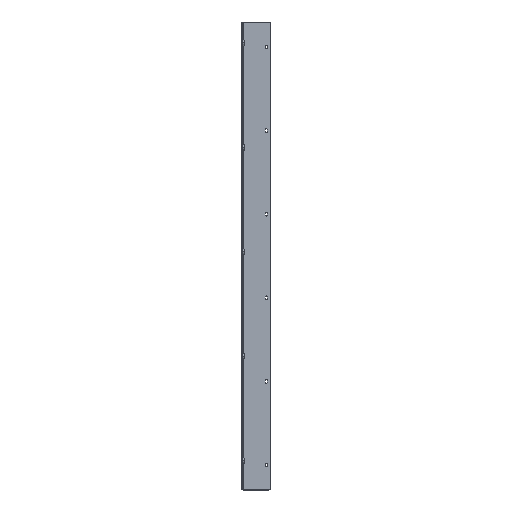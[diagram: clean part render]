
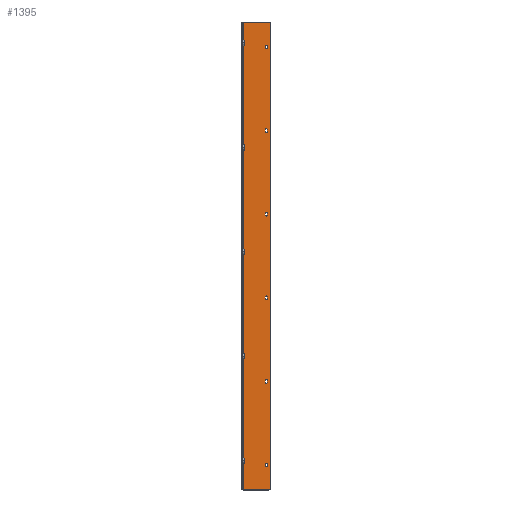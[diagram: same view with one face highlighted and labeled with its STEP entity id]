
A CAD part, top view. The second image highlights one B-rep face of the part: STEP entity #1395.
In plain terms, the highlighted planar face has unit normal (0, 0, 1).
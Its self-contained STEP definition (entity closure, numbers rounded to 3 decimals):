
#402=DIRECTION('',(0.,1.,0.));
#403=VECTOR('',#402,1120.);
#404=CARTESIAN_POINT('',(4.,-560.,2.));
#405=LINE('',#404,#403);
#420=CARTESIAN_POINT('',(65.,555.,2.));
#421=DIRECTION('',(0.,0.,1.));
#422=DIRECTION('',(1.,0.,0.));
#423=AXIS2_PLACEMENT_3D('',#420,#421,#422);
#425=DIRECTION('',(0.,-1.,0.));
#426=VECTOR('',#425,1110.);
#427=CARTESIAN_POINT('',(70.,555.,2.));
#428=LINE('',#427,#426);
#429=CARTESIAN_POINT('',(65.,-555.,2.));
#430=DIRECTION('',(0.,0.,1.));
#431=DIRECTION('',(0.,-1.,0.));
#432=AXIS2_PLACEMENT_3D('',#429,#430,#431);
#434=DIRECTION('',(-1.,0.,0.));
#435=VECTOR('',#434,61.);
#436=CARTESIAN_POINT('',(65.,-560.,2.));
#437=LINE('',#436,#435);
#438=DIRECTION('',(1.,0.,0.));
#439=VECTOR('',#438,61.);
#440=CARTESIAN_POINT('',(4.,560.,2.));
#441=LINE('',#440,#439);
#442=CARTESIAN_POINT('',(60.,-498.,2.));
#443=DIRECTION('',(0.,0.,-1.));
#444=DIRECTION('',(-1.,0.,0.));
#445=AXIS2_PLACEMENT_3D('',#442,#443,#444);
#447=DIRECTION('',(0.,-1.,0.));
#448=VECTOR('',#447,4.);
#449=CARTESIAN_POINT('',(57.5,-498.,2.));
#450=LINE('',#449,#448);
#451=CARTESIAN_POINT('',(60.,-502.,2.));
#452=DIRECTION('',(0.,0.,-1.));
#453=DIRECTION('',(1.,0.,0.));
#454=AXIS2_PLACEMENT_3D('',#451,#452,#453);
#456=DIRECTION('',(0.,1.,0.));
#457=VECTOR('',#456,4.);
#458=CARTESIAN_POINT('',(62.5,-502.,2.));
#459=LINE('',#458,#457);
#460=CARTESIAN_POINT('',(60.,-298.,2.));
#461=DIRECTION('',(0.,0.,-1.));
#462=DIRECTION('',(-1.,0.,0.));
#463=AXIS2_PLACEMENT_3D('',#460,#461,#462);
#465=DIRECTION('',(0.,-1.,0.));
#466=VECTOR('',#465,4.);
#467=CARTESIAN_POINT('',(57.5,-298.,2.));
#468=LINE('',#467,#466);
#469=CARTESIAN_POINT('',(60.,-302.,2.));
#470=DIRECTION('',(0.,0.,-1.));
#471=DIRECTION('',(1.,0.,0.));
#472=AXIS2_PLACEMENT_3D('',#469,#470,#471);
#474=DIRECTION('',(0.,1.,0.));
#475=VECTOR('',#474,4.);
#476=CARTESIAN_POINT('',(62.5,-302.,2.));
#477=LINE('',#476,#475);
#478=CARTESIAN_POINT('',(60.,-98.,2.));
#479=DIRECTION('',(0.,0.,-1.));
#480=DIRECTION('',(-1.,0.,0.));
#481=AXIS2_PLACEMENT_3D('',#478,#479,#480);
#483=DIRECTION('',(0.,-1.,0.));
#484=VECTOR('',#483,4.);
#485=CARTESIAN_POINT('',(57.5,-98.,2.));
#486=LINE('',#485,#484);
#487=CARTESIAN_POINT('',(60.,-102.,2.));
#488=DIRECTION('',(0.,0.,-1.));
#489=DIRECTION('',(1.,0.,0.));
#490=AXIS2_PLACEMENT_3D('',#487,#488,#489);
#492=DIRECTION('',(0.,1.,0.));
#493=VECTOR('',#492,4.);
#494=CARTESIAN_POINT('',(62.5,-102.,2.));
#495=LINE('',#494,#493);
#496=CARTESIAN_POINT('',(60.,102.,2.));
#497=DIRECTION('',(0.,0.,-1.));
#498=DIRECTION('',(-1.,0.,0.));
#499=AXIS2_PLACEMENT_3D('',#496,#497,#498);
#501=DIRECTION('',(0.,-1.,0.));
#502=VECTOR('',#501,4.);
#503=CARTESIAN_POINT('',(57.5,102.,2.));
#504=LINE('',#503,#502);
#505=CARTESIAN_POINT('',(60.,98.,2.));
#506=DIRECTION('',(0.,0.,-1.));
#507=DIRECTION('',(1.,0.,0.));
#508=AXIS2_PLACEMENT_3D('',#505,#506,#507);
#510=DIRECTION('',(0.,1.,0.));
#511=VECTOR('',#510,4.);
#512=CARTESIAN_POINT('',(62.5,98.,2.));
#513=LINE('',#512,#511);
#514=CARTESIAN_POINT('',(60.,302.,2.));
#515=DIRECTION('',(0.,0.,-1.));
#516=DIRECTION('',(-1.,0.,0.));
#517=AXIS2_PLACEMENT_3D('',#514,#515,#516);
#519=DIRECTION('',(0.,-1.,0.));
#520=VECTOR('',#519,4.);
#521=CARTESIAN_POINT('',(57.5,302.,2.));
#522=LINE('',#521,#520);
#523=CARTESIAN_POINT('',(60.,298.,2.));
#524=DIRECTION('',(0.,0.,-1.));
#525=DIRECTION('',(1.,0.,0.));
#526=AXIS2_PLACEMENT_3D('',#523,#524,#525);
#528=DIRECTION('',(0.,1.,0.));
#529=VECTOR('',#528,4.);
#530=CARTESIAN_POINT('',(62.5,298.,2.));
#531=LINE('',#530,#529);
#532=CARTESIAN_POINT('',(60.,502.,2.));
#533=DIRECTION('',(0.,0.,-1.));
#534=DIRECTION('',(-1.,0.,0.));
#535=AXIS2_PLACEMENT_3D('',#532,#533,#534);
#537=DIRECTION('',(0.,-1.,0.));
#538=VECTOR('',#537,4.);
#539=CARTESIAN_POINT('',(57.5,502.,2.));
#540=LINE('',#539,#538);
#541=CARTESIAN_POINT('',(60.,498.,2.));
#542=DIRECTION('',(0.,0.,-1.));
#543=DIRECTION('',(1.,0.,0.));
#544=AXIS2_PLACEMENT_3D('',#541,#542,#543);
#546=DIRECTION('',(0.,1.,0.));
#547=VECTOR('',#546,4.);
#548=CARTESIAN_POINT('',(62.5,498.,2.));
#549=LINE('',#548,#547);
#666=CARTESIAN_POINT('',(4.,-560.,2.));
#667=CARTESIAN_POINT('',(4.,560.,2.));
#668=VERTEX_POINT('',#666);
#669=VERTEX_POINT('',#667);
#686=CARTESIAN_POINT('',(70.,555.,2.));
#687=VERTEX_POINT('',#686);
#688=CARTESIAN_POINT('',(65.,560.,2.));
#689=VERTEX_POINT('',#688);
#694=CARTESIAN_POINT('',(65.,-560.,2.));
#695=VERTEX_POINT('',#694);
#696=CARTESIAN_POINT('',(70.,-555.,2.));
#697=VERTEX_POINT('',#696);
#786=CARTESIAN_POINT('',(57.5,502.,2.));
#787=CARTESIAN_POINT('',(62.5,502.,2.));
#788=VERTEX_POINT('',#786);
#789=VERTEX_POINT('',#787);
#790=CARTESIAN_POINT('',(57.5,498.,2.));
#791=VERTEX_POINT('',#790);
#792=CARTESIAN_POINT('',(62.5,498.,2.));
#793=VERTEX_POINT('',#792);
#794=CARTESIAN_POINT('',(57.5,302.,2.));
#795=CARTESIAN_POINT('',(62.5,302.,2.));
#796=VERTEX_POINT('',#794);
#797=VERTEX_POINT('',#795);
#798=CARTESIAN_POINT('',(57.5,298.,2.));
#799=VERTEX_POINT('',#798);
#800=CARTESIAN_POINT('',(62.5,298.,2.));
#801=VERTEX_POINT('',#800);
#802=CARTESIAN_POINT('',(57.5,102.,2.));
#803=CARTESIAN_POINT('',(62.5,102.,2.));
#804=VERTEX_POINT('',#802);
#805=VERTEX_POINT('',#803);
#806=CARTESIAN_POINT('',(57.5,98.,2.));
#807=VERTEX_POINT('',#806);
#808=CARTESIAN_POINT('',(62.5,98.,2.));
#809=VERTEX_POINT('',#808);
#810=CARTESIAN_POINT('',(57.5,-98.,2.));
#811=CARTESIAN_POINT('',(62.5,-98.,2.));
#812=VERTEX_POINT('',#810);
#813=VERTEX_POINT('',#811);
#814=CARTESIAN_POINT('',(57.5,-102.,2.));
#815=VERTEX_POINT('',#814);
#816=CARTESIAN_POINT('',(62.5,-102.,2.));
#817=VERTEX_POINT('',#816);
#818=CARTESIAN_POINT('',(57.5,-298.,2.));
#819=CARTESIAN_POINT('',(62.5,-298.,2.));
#820=VERTEX_POINT('',#818);
#821=VERTEX_POINT('',#819);
#822=CARTESIAN_POINT('',(57.5,-302.,2.));
#823=VERTEX_POINT('',#822);
#824=CARTESIAN_POINT('',(62.5,-302.,2.));
#825=VERTEX_POINT('',#824);
#826=CARTESIAN_POINT('',(57.5,-498.,2.));
#827=CARTESIAN_POINT('',(62.5,-498.,2.));
#828=VERTEX_POINT('',#826);
#829=VERTEX_POINT('',#827);
#830=CARTESIAN_POINT('',(57.5,-502.,2.));
#831=VERTEX_POINT('',#830);
#832=CARTESIAN_POINT('',(62.5,-502.,2.));
#833=VERTEX_POINT('',#832);
#1321=CARTESIAN_POINT('',(0.,560.,2.));
#1322=DIRECTION('',(0.,0.,-1.));
#1323=DIRECTION('',(0.,1.,0.));
#1324=AXIS2_PLACEMENT_3D('',#1321,#1322,#1323);
#1325=PLANE('',#1324);
#1326=ORIENTED_EDGE('',*,*,#1207,.F.);
#1327=ORIENTED_EDGE('',*,*,#1223,.T.);
#1328=ORIENTED_EDGE('',*,*,#1236,.F.);
#1329=ORIENTED_EDGE('',*,*,#1251,.T.);
#1330=ORIENTED_EDGE('',*,*,#1313,.T.);
#1332=ORIENTED_EDGE('',*,*,#1331,.T.);
#1333=EDGE_LOOP('',(#1326,#1327,#1328,#1329,#1330,#1332));
#1334=FACE_OUTER_BOUND('',#1333,.F.);
#1336=ORIENTED_EDGE('',*,*,#1335,.F.);
#1338=ORIENTED_EDGE('',*,*,#1337,.T.);
#1340=ORIENTED_EDGE('',*,*,#1339,.F.);
#1342=ORIENTED_EDGE('',*,*,#1341,.T.);
#1343=EDGE_LOOP('',(#1336,#1338,#1340,#1342));
#1344=FACE_BOUND('',#1343,.F.);
#1346=ORIENTED_EDGE('',*,*,#1345,.F.);
#1348=ORIENTED_EDGE('',*,*,#1347,.T.);
#1350=ORIENTED_EDGE('',*,*,#1349,.F.);
#1352=ORIENTED_EDGE('',*,*,#1351,.T.);
#1353=EDGE_LOOP('',(#1346,#1348,#1350,#1352));
#1354=FACE_BOUND('',#1353,.F.);
#1356=ORIENTED_EDGE('',*,*,#1355,.F.);
#1358=ORIENTED_EDGE('',*,*,#1357,.T.);
#1360=ORIENTED_EDGE('',*,*,#1359,.F.);
#1362=ORIENTED_EDGE('',*,*,#1361,.T.);
#1363=EDGE_LOOP('',(#1356,#1358,#1360,#1362));
#1364=FACE_BOUND('',#1363,.F.);
#1366=ORIENTED_EDGE('',*,*,#1365,.F.);
#1368=ORIENTED_EDGE('',*,*,#1367,.T.);
#1370=ORIENTED_EDGE('',*,*,#1369,.F.);
#1372=ORIENTED_EDGE('',*,*,#1371,.T.);
#1373=EDGE_LOOP('',(#1366,#1368,#1370,#1372));
#1374=FACE_BOUND('',#1373,.F.);
#1376=ORIENTED_EDGE('',*,*,#1375,.F.);
#1378=ORIENTED_EDGE('',*,*,#1377,.T.);
#1380=ORIENTED_EDGE('',*,*,#1379,.F.);
#1382=ORIENTED_EDGE('',*,*,#1381,.T.);
#1383=EDGE_LOOP('',(#1376,#1378,#1380,#1382));
#1384=FACE_BOUND('',#1383,.F.);
#1386=ORIENTED_EDGE('',*,*,#1385,.F.);
#1388=ORIENTED_EDGE('',*,*,#1387,.T.);
#1390=ORIENTED_EDGE('',*,*,#1389,.F.);
#1392=ORIENTED_EDGE('',*,*,#1391,.T.);
#1393=EDGE_LOOP('',(#1386,#1388,#1390,#1392));
#1394=FACE_BOUND('',#1393,.F.);
#424=CIRCLE('',#423,5.);
#433=CIRCLE('',#432,5.);
#446=CIRCLE('',#445,2.5);
#455=CIRCLE('',#454,2.5);
#464=CIRCLE('',#463,2.5);
#473=CIRCLE('',#472,2.5);
#482=CIRCLE('',#481,2.5);
#491=CIRCLE('',#490,2.5);
#500=CIRCLE('',#499,2.5);
#509=CIRCLE('',#508,2.5);
#518=CIRCLE('',#517,2.5);
#527=CIRCLE('',#526,2.5);
#536=CIRCLE('',#535,2.5);
#545=CIRCLE('',#544,2.5);
#1207=EDGE_CURVE('',#687,#689,#424,.T.);
#1223=EDGE_CURVE('',#687,#697,#428,.T.);
#1236=EDGE_CURVE('',#695,#697,#433,.T.);
#1251=EDGE_CURVE('',#695,#668,#437,.T.);
#1313=EDGE_CURVE('',#668,#669,#405,.T.);
#1331=EDGE_CURVE('',#669,#689,#441,.T.);
#1335=EDGE_CURVE('',#828,#829,#446,.T.);
#1337=EDGE_CURVE('',#828,#831,#450,.T.);
#1339=EDGE_CURVE('',#833,#831,#455,.T.);
#1341=EDGE_CURVE('',#833,#829,#459,.T.);
#1345=EDGE_CURVE('',#820,#821,#464,.T.);
#1347=EDGE_CURVE('',#820,#823,#468,.T.);
#1349=EDGE_CURVE('',#825,#823,#473,.T.);
#1351=EDGE_CURVE('',#825,#821,#477,.T.);
#1355=EDGE_CURVE('',#812,#813,#482,.T.);
#1357=EDGE_CURVE('',#812,#815,#486,.T.);
#1359=EDGE_CURVE('',#817,#815,#491,.T.);
#1361=EDGE_CURVE('',#817,#813,#495,.T.);
#1365=EDGE_CURVE('',#804,#805,#500,.T.);
#1367=EDGE_CURVE('',#804,#807,#504,.T.);
#1369=EDGE_CURVE('',#809,#807,#509,.T.);
#1371=EDGE_CURVE('',#809,#805,#513,.T.);
#1375=EDGE_CURVE('',#796,#797,#518,.T.);
#1377=EDGE_CURVE('',#796,#799,#522,.T.);
#1379=EDGE_CURVE('',#801,#799,#527,.T.);
#1381=EDGE_CURVE('',#801,#797,#531,.T.);
#1385=EDGE_CURVE('',#788,#789,#536,.T.);
#1387=EDGE_CURVE('',#788,#791,#540,.T.);
#1389=EDGE_CURVE('',#793,#791,#545,.T.);
#1391=EDGE_CURVE('',#793,#789,#549,.T.);
#1395=ADVANCED_FACE('',(#1334,#1344,#1354,#1364,#1374,#1384,#1394),#1325,.F.);
